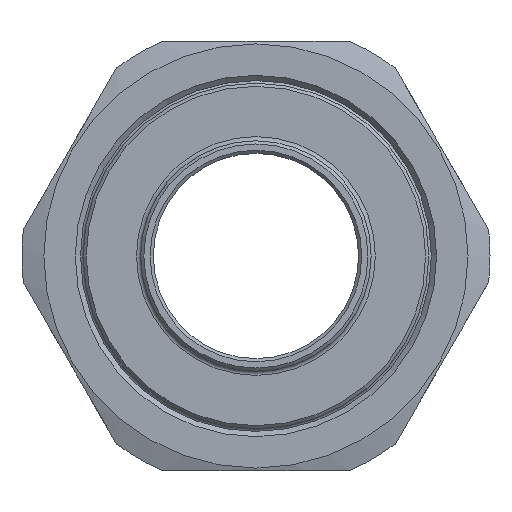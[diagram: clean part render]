
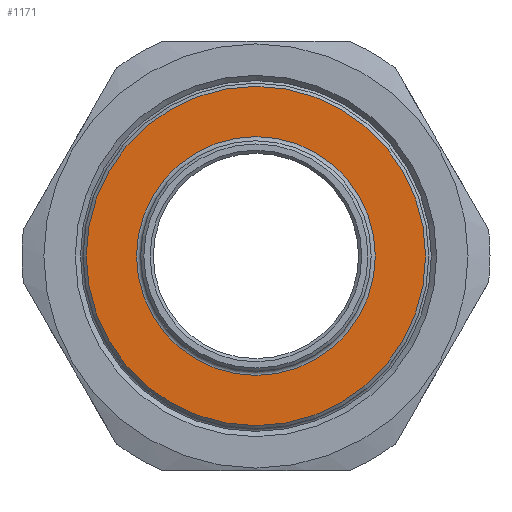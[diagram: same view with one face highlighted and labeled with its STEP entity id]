
A CAD part, left-side view. The second image highlights one B-rep face of the part: STEP entity #1171.
In plain terms, the highlighted planar face has unit normal (-1, 0, 0).
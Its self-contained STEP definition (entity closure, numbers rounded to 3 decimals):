
#79=FACE_BOUND('',#267,.T.);
#102=PLANE('',#1409);
#184=FACE_OUTER_BOUND('',#266,.T.);
#266=EDGE_LOOP('',(#1048));
#267=EDGE_LOOP('',(#1049));
#460=CIRCLE('',#1407,11.4);
#462=CIRCLE('',#1410,16.2);
#572=VERTEX_POINT('',#2207);
#573=VERTEX_POINT('',#2212);
#733=EDGE_CURVE('',#572,#572,#460,.T.);
#735=EDGE_CURVE('',#573,#573,#462,.T.);
#1048=ORIENTED_EDGE('',*,*,#735,.F.);
#1049=ORIENTED_EDGE('',*,*,#733,.F.);
#1171=ADVANCED_FACE('',(#184,#79),#102,.T.);
#1407=AXIS2_PLACEMENT_3D('',#2209,#1785,#1786);
#1409=AXIS2_PLACEMENT_3D('',#2211,#1789,#1790);
#1410=AXIS2_PLACEMENT_3D('',#2213,#1791,#1792);
#1785=DIRECTION('center_axis',(-1.,0.,0.));
#1786=DIRECTION('ref_axis',(0.,-1.,0.));
#1789=DIRECTION('center_axis',(-1.,0.,0.));
#1790=DIRECTION('ref_axis',(0.,0.,1.));
#1791=DIRECTION('center_axis',(1.,0.,0.));
#1792=DIRECTION('ref_axis',(0.,-1.,0.));
#2207=CARTESIAN_POINT('',(-12.,0.,11.4));
#2209=CARTESIAN_POINT('Origin',(-12.,0.,0.));
#2211=CARTESIAN_POINT('Origin',(-12.,16.5,0.));
#2212=CARTESIAN_POINT('',(-12.,16.2,0.));
#2213=CARTESIAN_POINT('Origin',(-12.,0.,0.));
